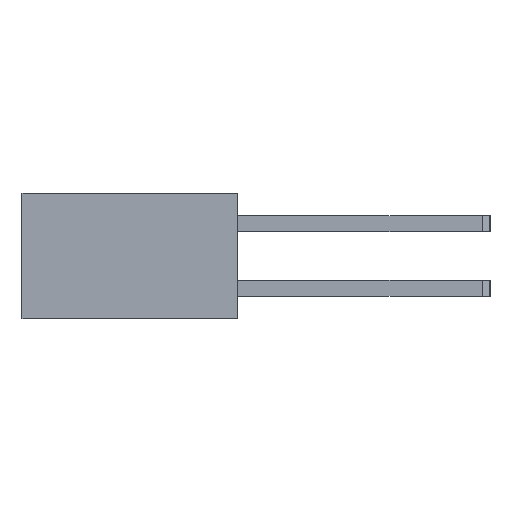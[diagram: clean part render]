
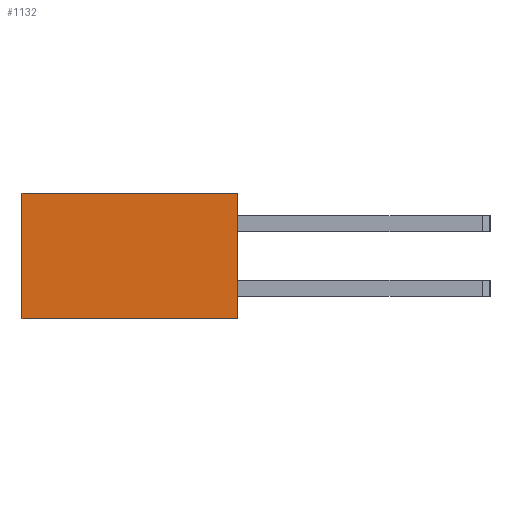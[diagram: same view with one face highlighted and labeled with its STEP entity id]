
A CAD part, left-side view. The second image highlights one B-rep face of the part: STEP entity #1132.
In plain terms, the highlighted planar face has unit normal (-1, 0, 0).
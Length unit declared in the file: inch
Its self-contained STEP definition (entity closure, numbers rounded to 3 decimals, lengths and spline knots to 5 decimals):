
#1132 = ADVANCED_FACE( '', ( #2565 ), #2566, .F. );
#2565 = FACE_OUTER_BOUND( '', #4247, .T. );
#2566 = PLANE( '', #4248 );
#4247 = EDGE_LOOP( '', ( #7736, #7737, #7738, #7739 ) );
#4248 = AXIS2_PLACEMENT_3D( '', #7740, #7741, #7742 );
#7736 = ORIENTED_EDGE( '', *, *, #11110, .T. );
#7737 = ORIENTED_EDGE( '', *, *, #11432, .F. );
#7738 = ORIENTED_EDGE( '', *, *, #11003, .F. );
#7739 = ORIENTED_EDGE( '', *, *, #11379, .T. );
#7740 = CARTESIAN_POINT( '', ( -0.91, 0.335, -0.0975 ) );
#7741 = DIRECTION( '', ( 1., 0., 0. ) );
#7742 = DIRECTION( '', ( 0., 0., -1. ) );
#11003 = EDGE_CURVE( '', #13681, #13683, #13684, .T. );
#11110 = EDGE_CURVE( '', #13836, #13834, #13837, .T. );
#11379 = EDGE_CURVE( '', #13681, #13836, #14217, .T. );
#11432 = EDGE_CURVE( '', #13683, #13834, #14289, .T. );
#13681 = VERTEX_POINT( '', #17464 );
#13683 = VERTEX_POINT( '', #17467 );
#13684 = LINE( '', #17468, #17469 );
#13834 = VERTEX_POINT( '', #17696 );
#13836 = VERTEX_POINT( '', #17699 );
#13837 = LINE( '', #17700, #17701 );
#14217 = LINE( '', #18284, #18285 );
#14289 = LINE( '', #18393, #18394 );
#17464 = CARTESIAN_POINT( '', ( -0.91, 0.335, -0.0975 ) );
#17467 = CARTESIAN_POINT( '', ( -0.91, 0.335, 0.0975 ) );
#17468 = CARTESIAN_POINT( '', ( -0.91, 0.335, -0.0975 ) );
#17469 = VECTOR( '', #20078, 39.37008 );
#17696 = CARTESIAN_POINT( '', ( -0.91, 0., 0.0975 ) );
#17699 = CARTESIAN_POINT( '', ( -0.91, 0., -0.0975 ) );
#17700 = CARTESIAN_POINT( '', ( -0.91, 0., -0.0975 ) );
#17701 = VECTOR( '', #20157, 39.37008 );
#18284 = CARTESIAN_POINT( '', ( -0.91, 0.335, -0.0975 ) );
#18285 = VECTOR( '', #20361, 39.37008 );
#18393 = CARTESIAN_POINT( '', ( -0.91, 0.335, 0.0975 ) );
#18394 = VECTOR( '', #20398, 39.37008 );
#20078 = DIRECTION( '', ( 0., 0., 1. ) );
#20157 = DIRECTION( '', ( 0., 0., 1. ) );
#20361 = DIRECTION( '', ( 0., -1., 0. ) );
#20398 = DIRECTION( '', ( 0., -1., 0. ) );
